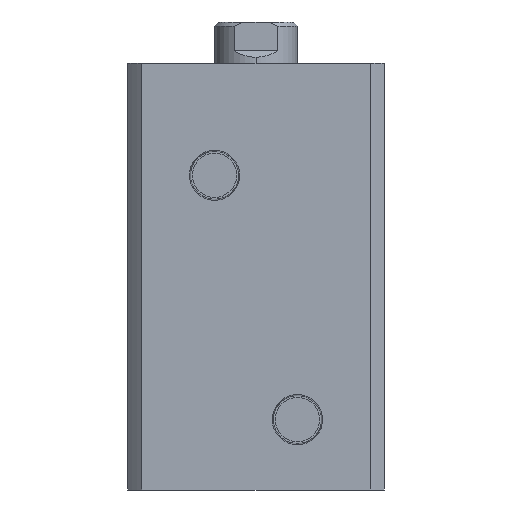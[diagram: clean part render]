
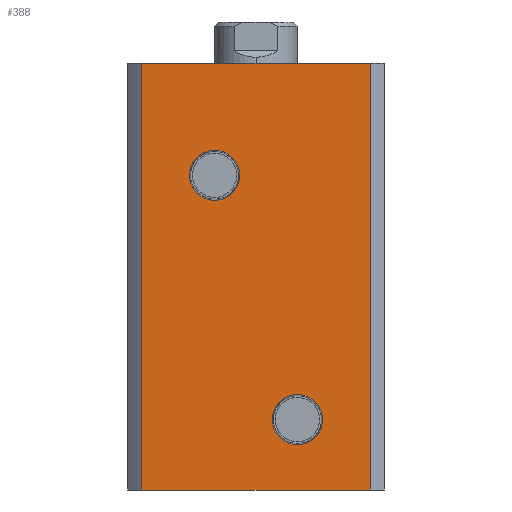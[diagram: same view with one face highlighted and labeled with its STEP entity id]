
A CAD part, left-side view. The second image highlights one B-rep face of the part: STEP entity #388.
In plain terms, the highlighted planar face has unit normal (-1, 0, 0).
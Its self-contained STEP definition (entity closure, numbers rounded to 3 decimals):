
#388 = ADVANCED_FACE ( 'NONE', ( #1082, #1095, #1089 ), #542, .F. ) ;
#507 = DIRECTION ( 'NONE',  ( 0., 0., -1. ) ) ;
#534 = DIRECTION ( 'NONE',  ( 1., 0., 0. ) ) ;
#541 = CARTESIAN_POINT ( 'NONE',  ( -31., 0., 103. ) ) ;
#542 = PLANE ( 'NONE',  #3048 ) ;
#814 = CARTESIAN_POINT ( 'NONE',  ( -31., -27.591, 103. ) ) ;
#820 = CARTESIAN_POINT ( 'NONE',  ( -31., 27.591, 0. ) ) ;
#822 = CARTESIAN_POINT ( 'NONE',  ( -31., -27.591, 0. ) ) ;
#826 = CARTESIAN_POINT ( 'NONE',  ( -31., 27.591, 103. ) ) ;
#968 = VERTEX_POINT ( 'NONE', #820 ) ;
#970 = VERTEX_POINT ( 'NONE', #814 ) ;
#973 = VERTEX_POINT ( 'NONE', #822 ) ;
#976 = VERTEX_POINT ( 'NONE', #826 ) ;
#1082 = FACE_BOUND ( 'NONE', #3462, .T. ) ;
#1089 = FACE_OUTER_BOUND ( 'NONE', #3493, .T. ) ;
#1095 = FACE_BOUND ( 'NONE', #3453, .T. ) ;
#1298 = CIRCLE ( 'NONE', #1685, 6.06 ) ;
#1308 = CIRCLE ( 'NONE', #1689, 6.06 ) ;
#1530 = LINE ( 'NONE', #2689, #1537 ) ;
#1535 = LINE ( 'NONE', #2688, #1539 ) ;
#1537 = VECTOR ( 'NONE', #2684, 1000. ) ;
#1538 = LINE ( 'NONE', #2694, #1541 ) ;
#1539 = VECTOR ( 'NONE', #2693, 1000. ) ;
#1540 = LINE ( 'NONE', #2696, #1543 ) ;
#1541 = VECTOR ( 'NONE', #2695, 1000. ) ;
#1542 = CIRCLE ( 'NONE', #1720, 6.06 ) ;
#1543 = VECTOR ( 'NONE', #2697, 1000. ) ;
#1544 = CIRCLE ( 'NONE', #1721, 6.06 ) ;
#1685 = AXIS2_PLACEMENT_3D ( 'NONE', #2396, #2397, #2398 ) ;
#1689 = AXIS2_PLACEMENT_3D ( 'NONE', #2413, #2414, #2415 ) ;
#1720 = AXIS2_PLACEMENT_3D ( 'NONE', #2698, #2699, #2700 ) ;
#1721 = AXIS2_PLACEMENT_3D ( 'NONE', #2702, #2703, #2704 ) ;
#2161 = CARTESIAN_POINT ( 'NONE',  ( -31., 10., 69.94 ) ) ;
#2162 = CARTESIAN_POINT ( 'NONE',  ( -31., 10., 82.06 ) ) ;
#2171 = CARTESIAN_POINT ( 'NONE',  ( -31., -10., 10.94 ) ) ;
#2172 = CARTESIAN_POINT ( 'NONE',  ( -31., -10., 23.06 ) ) ;
#2396 = CARTESIAN_POINT ( 'NONE',  ( -31., 10., 76. ) ) ;
#2397 = DIRECTION ( 'NONE',  ( -1., 0., 0. ) ) ;
#2398 = DIRECTION ( 'NONE',  ( 0., 0., 1. ) ) ;
#2413 = CARTESIAN_POINT ( 'NONE',  ( -31., -10., 17. ) ) ;
#2414 = DIRECTION ( 'NONE',  ( -1., 0., 0. ) ) ;
#2415 = DIRECTION ( 'NONE',  ( 0., 0., 1. ) ) ;
#2684 = DIRECTION ( 'NONE',  ( 0., 0., -1. ) ) ;
#2688 = CARTESIAN_POINT ( 'NONE',  ( -31., 0., 103. ) ) ;
#2689 = CARTESIAN_POINT ( 'NONE',  ( -31., 27.591, 103. ) ) ;
#2693 = DIRECTION ( 'NONE',  ( 0., -1., 0. ) ) ;
#2694 = CARTESIAN_POINT ( 'NONE',  ( -31., -27.591, 103. ) ) ;
#2695 = DIRECTION ( 'NONE',  ( 0., 0., -1. ) ) ;
#2696 = CARTESIAN_POINT ( 'NONE',  ( -31., 0., 0. ) ) ;
#2697 = DIRECTION ( 'NONE',  ( 0., -1., 0. ) ) ;
#2698 = CARTESIAN_POINT ( 'NONE',  ( -31., -10., 17. ) ) ;
#2699 = DIRECTION ( 'NONE',  ( -1., 0., 0. ) ) ;
#2700 = DIRECTION ( 'NONE',  ( 0., 0., 1. ) ) ;
#2702 = CARTESIAN_POINT ( 'NONE',  ( -31., 10., 76. ) ) ;
#2703 = DIRECTION ( 'NONE',  ( -1., 0., 0. ) ) ;
#2704 = DIRECTION ( 'NONE',  ( 0., 0., 1. ) ) ;
#2772 = EDGE_CURVE ( 'NONE', #3240, #3241, #1298, .T. ) ;
#2779 = EDGE_CURVE ( 'NONE', #3250, #3251, #1308, .T. ) ;
#2903 = EDGE_CURVE ( 'NONE', #976, #968, #1530, .T. ) ;
#2904 = EDGE_CURVE ( 'NONE', #976, #970, #1535, .T. ) ;
#2905 = EDGE_CURVE ( 'NONE', #970, #973, #1538, .T. ) ;
#2906 = EDGE_CURVE ( 'NONE', #968, #973, #1540, .T. ) ;
#2907 = EDGE_CURVE ( 'NONE', #3251, #3250, #1542, .T. ) ;
#2908 = EDGE_CURVE ( 'NONE', #3241, #3240, #1544, .T. ) ;
#3048 = AXIS2_PLACEMENT_3D ( 'NONE', #541, #534, #507 ) ;
#3240 = VERTEX_POINT ( 'NONE', #2161 ) ;
#3241 = VERTEX_POINT ( 'NONE', #2162 ) ;
#3250 = VERTEX_POINT ( 'NONE', #2171 ) ;
#3251 = VERTEX_POINT ( 'NONE', #2172 ) ;
#3453 = EDGE_LOOP ( 'NONE', ( #3609, #3599 ) ) ;
#3462 = EDGE_LOOP ( 'NONE', ( #3587, #3589 ) ) ;
#3493 = EDGE_LOOP ( 'NONE', ( #3602, #3600, #3601, #3603 ) ) ;
#3587 = ORIENTED_EDGE ( 'NONE', *, *, #2908, .F. ) ;
#3589 = ORIENTED_EDGE ( 'NONE', *, *, #2772, .F. ) ;
#3599 = ORIENTED_EDGE ( 'NONE', *, *, #2779, .F. ) ;
#3600 = ORIENTED_EDGE ( 'NONE', *, *, #2905, .F. ) ;
#3601 = ORIENTED_EDGE ( 'NONE', *, *, #2904, .F. ) ;
#3602 = ORIENTED_EDGE ( 'NONE', *, *, #2906, .T. ) ;
#3603 = ORIENTED_EDGE ( 'NONE', *, *, #2903, .T. ) ;
#3609 = ORIENTED_EDGE ( 'NONE', *, *, #2907, .F. ) ;
